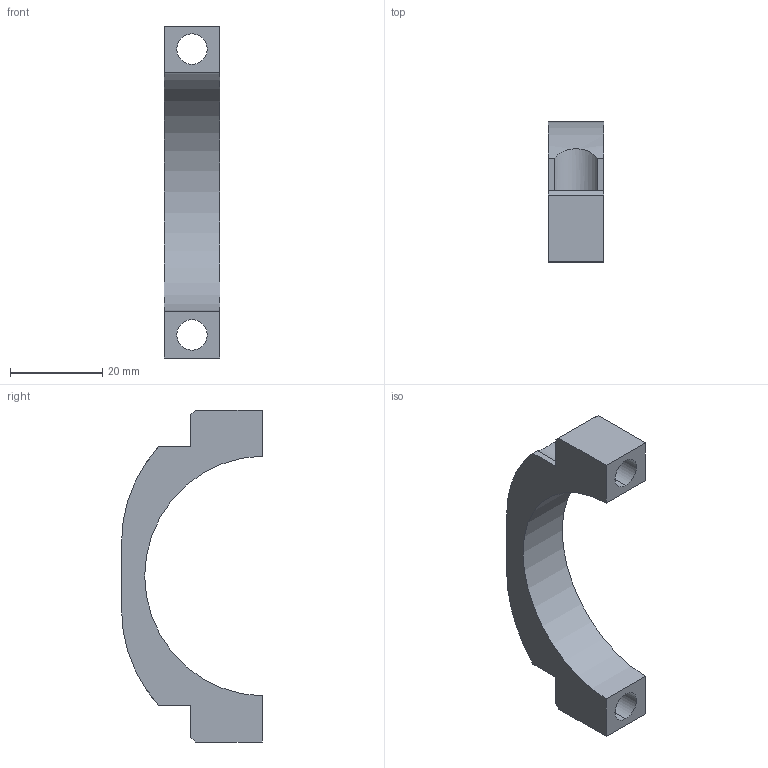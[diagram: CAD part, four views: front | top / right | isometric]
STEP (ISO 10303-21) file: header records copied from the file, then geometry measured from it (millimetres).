
FILE_DESCRIPTION (( 'STEP AP203' ), '1' );
FILE_NAME ('layshaft saddle clamp v2.STEP', '2017-03-10T10:19:25', ( '' ), ( '' ), 'SwSTEP 2.0', 'SolidWorks 2015', '' );
FILE_SCHEMA (( 'CONFIG_CONTROL_DESIGN' ));
Length unit declared in the file: millimetre
Products named in the file (1): layshaft saddle clamp v2
Bounding box: 12 x 30.5 x 71.99 mm (x, y, z)
Volume: 8477.9 mm3; surface area: 4829 mm2
Topology: 1 solids, 1 shells, 25 faces, 69 edges, 46 vertices
Faces by surface type: plane 15, cylinder 10
Entity records: 929 total; most frequent: CARTESIAN_POINT 191, ORIENTED_EDGE 138, DIRECTION 135, EDGE_CURVE 69, VECTOR 49, LINE 49, VERTEX_POINT 46, AXIS2_PLACEMENT_3D 43
